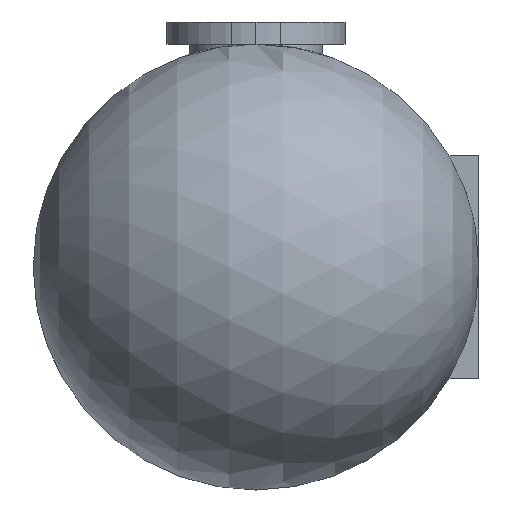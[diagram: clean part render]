
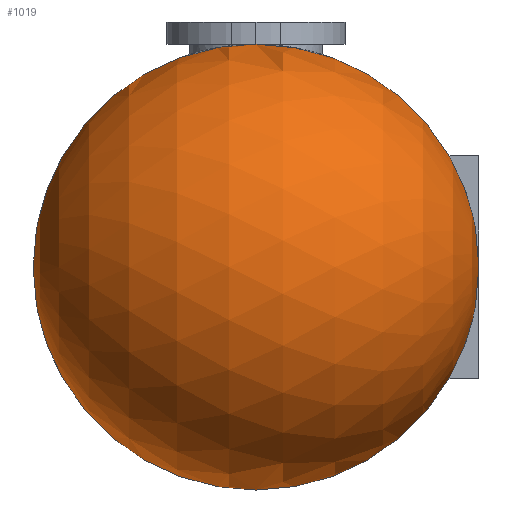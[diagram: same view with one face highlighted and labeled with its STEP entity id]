
A CAD part, left-side view. The second image highlights one B-rep face of the part: STEP entity #1019.
In plain terms, the highlighted spherical face has radius 500 mm.
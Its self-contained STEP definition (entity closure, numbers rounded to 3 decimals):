
#226 = AXIS2_PLACEMENT_3D ( 'NONE', #1900, #507, #3307 ) ;
#507 = DIRECTION ( 'NONE',  ( 1., 0., 0. ) ) ;
#794 = ORIENTED_EDGE ( 'NONE', *, *, #3204, .F. ) ;
#896 = VERTEX_POINT ( 'NONE', #1324 ) ;
#997 = AXIS2_PLACEMENT_3D ( 'NONE', #1949, #3076, #3358 ) ;
#1019 = ADVANCED_FACE ( 'NONE', ( #2230 ), #3340, .T. ) ;
#1162 = VERTEX_POINT ( 'NONE', #2185 ) ;
#1237 = CIRCLE ( 'NONE', #1528, 500. ) ;
#1324 = CARTESIAN_POINT ( 'NONE',  ( -788.5, 0., -500. ) ) ;
#1528 = AXIS2_PLACEMENT_3D ( 'NONE', #3202, #2361, #3455 ) ;
#1900 = CARTESIAN_POINT ( 'NONE',  ( -788.5, 0., 0. ) ) ;
#1911 = EDGE_LOOP ( 'NONE', ( #794, #2450 ) ) ;
#1949 = CARTESIAN_POINT ( 'NONE',  ( -788.5, 0., 0. ) ) ;
#2185 = CARTESIAN_POINT ( 'NONE',  ( -788.5, 0., 500. ) ) ;
#2230 = FACE_OUTER_BOUND ( 'NONE', #1911, .T. ) ;
#2361 = DIRECTION ( 'NONE',  ( 1., 0., 0. ) ) ;
#2450 = ORIENTED_EDGE ( 'NONE', *, *, #3574, .F. ) ;
#2696 = CIRCLE ( 'NONE', #226, 500. ) ;
#3076 = DIRECTION ( 'NONE',  ( 0., 1., 0. ) ) ;
#3202 = CARTESIAN_POINT ( 'NONE',  ( -788.5, 0., 0. ) ) ;
#3204 = EDGE_CURVE ( 'NONE', #1162, #896, #1237, .T. ) ;
#3307 = DIRECTION ( 'NONE',  ( 0., 0., -1. ) ) ;
#3340 = SPHERICAL_SURFACE ( 'NONE', #997, 500. ) ;
#3358 = DIRECTION ( 'NONE',  ( 1., 0., 0. ) ) ;
#3455 = DIRECTION ( 'NONE',  ( 0., 0., -1. ) ) ;
#3574 = EDGE_CURVE ( 'NONE', #896, #1162, #2696, .T. ) ;
